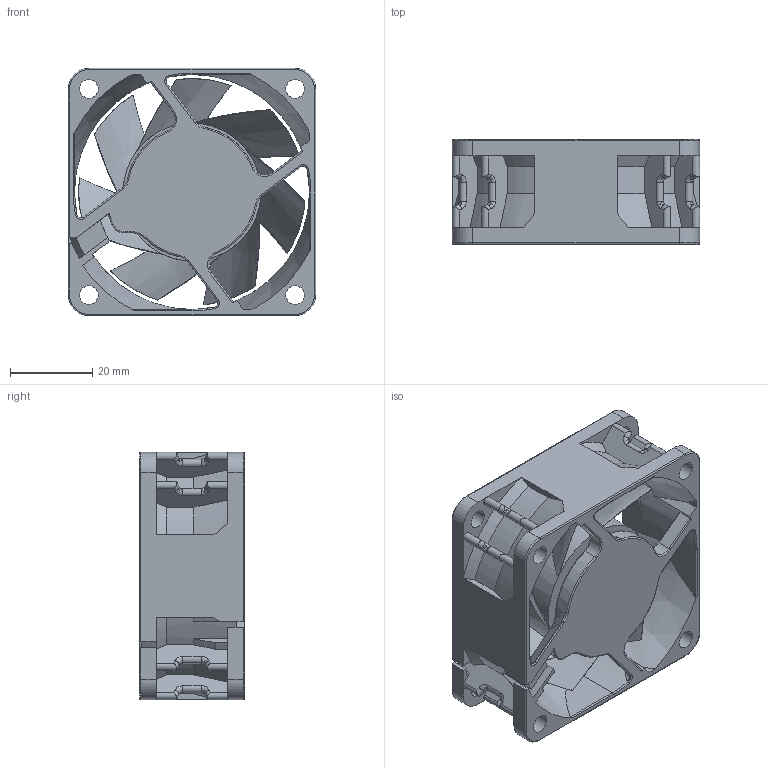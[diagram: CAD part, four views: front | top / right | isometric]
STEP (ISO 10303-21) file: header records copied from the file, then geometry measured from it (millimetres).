
FILE_DESCRIPTION((''),'2;1');
FILE_NAME('PRT0006','2017-04-26T',('QISONG.LUO'),(''),'CREO PARAMETRIC BY PTC INC, 2015080','CREO PARAMETRIC BY PTC INC, 2015080','');
FILE_SCHEMA(('CONFIG_CONTROL_DESIGN'));
Length unit declared in the file: millimetre
Products named in the file (1): PRT0006
Bounding box: 60 x 25.4 x 60 mm (x, y, z)
Volume: 34882.2 mm3; surface area: 24248.2 mm2
Topology: 2 solids, 2 shells, 397 faces, 1137 edges, 738 vertices
Faces by surface type: cylinder 152, plane 97, bspline 56, torus 47, cone 45
Entity records: 21436 total; most frequent: CARTESIAN_POINT 11442, ORIENTED_EDGE 2270, DIRECTION 1915, EDGE_CURVE 1135, AXIS2_PLACEMENT_3D 773, VERTEX_POINT 737, CIRCLE 432, EDGE_LOOP 416
